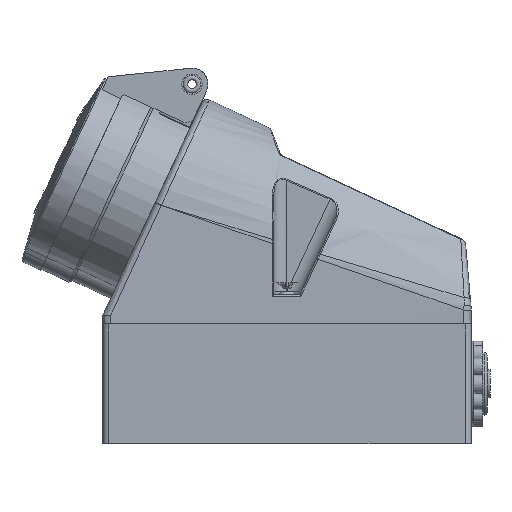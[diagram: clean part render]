
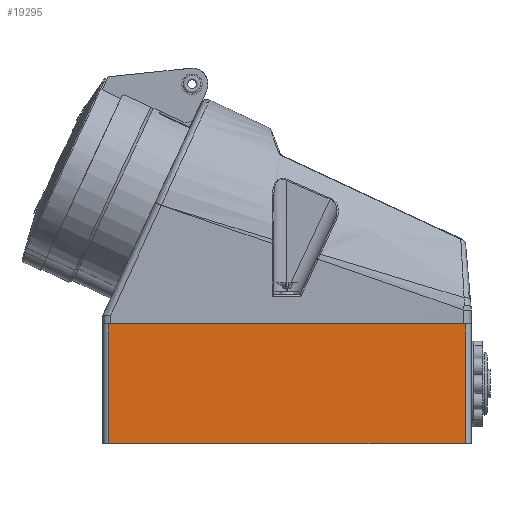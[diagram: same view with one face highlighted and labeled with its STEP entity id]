
A CAD part, left-side view. The second image highlights one B-rep face of the part: STEP entity #19295.
In plain terms, the highlighted planar face has unit normal (-1, 0, 0).
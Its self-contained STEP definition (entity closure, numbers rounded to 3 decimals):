
#2613=LINE('',#41328,#3837);
#2736=LINE('',#44273,#3960);
#2738=LINE('',#44289,#3962);
#2739=LINE('',#44291,#3963);
#2740=LINE('',#44292,#3964);
#2741=LINE('',#44293,#3965);
#3837=VECTOR('',#23458,10.);
#3960=VECTOR('',#23821,127.399);
#3962=VECTOR('',#23833,10.);
#3963=VECTOR('',#23834,10.);
#3964=VECTOR('',#23835,10.);
#3965=VECTOR('',#23836,10.);
#6189=FACE_OUTER_BOUND('',#7334,.T.);
#7334=EDGE_LOOP('',(#17289,#17290,#17291,#17292,#17293,#17294));
#9262=VERTEX_POINT('',#38916);
#9384=VERTEX_POINT('',#41327);
#9567=VERTEX_POINT('',#44268);
#9571=VERTEX_POINT('',#44287);
#9572=VERTEX_POINT('',#44288);
#9573=VERTEX_POINT('',#44290);
#11874=EDGE_CURVE('',#9262,#9384,#2613,.T.);
#12215=EDGE_CURVE('',#9262,#9567,#2736,.T.);
#12221=EDGE_CURVE('',#9571,#9572,#2738,.T.);
#12222=EDGE_CURVE('',#9573,#9571,#2739,.T.);
#12223=EDGE_CURVE('',#9384,#9573,#2740,.T.);
#12224=EDGE_CURVE('',#9572,#9567,#2741,.T.);
#17289=ORIENTED_EDGE('',*,*,#12221,.F.);
#17290=ORIENTED_EDGE('',*,*,#12222,.F.);
#17291=ORIENTED_EDGE('',*,*,#12223,.F.);
#17292=ORIENTED_EDGE('',*,*,#11874,.F.);
#17293=ORIENTED_EDGE('',*,*,#12215,.T.);
#17294=ORIENTED_EDGE('',*,*,#12224,.F.);
#18280=PLANE('',#20451);
#19295=ADVANCED_FACE('',(#6189),#18280,.T.);
#20451=AXIS2_PLACEMENT_3D('',#44286,#23831,#23832);
#23458=DIRECTION('',(0.,-1.,0.));
#23821=DIRECTION('',(0.,1.,0.));
#23831=DIRECTION('center_axis',(-1.,0.,0.));
#23832=DIRECTION('ref_axis',(0.,0.,
1.));
#23833=DIRECTION('',(0.,0.,1.));
#23834=DIRECTION('',(0.,1.,0.));
#23835=DIRECTION('',(0.,0.,-1.));
#23836=DIRECTION('',(0.,-1.,0.));
#38916=CARTESIAN_POINT('',(-41.5,-60.5,0.));
#41327=CARTESIAN_POINT('',(-41.5,-61.,0.));
#41328=CARTESIAN_POINT('',(-41.5,-30.25,0.));
#44268=CARTESIAN_POINT('',(-41.5,60.5,0.));
#44273=CARTESIAN_POINT('',(-41.5,-63.,0.));
#44286=CARTESIAN_POINT('Origin',(-41.5,60.5,0.));
#44287=CARTESIAN_POINT('',(-41.5,61.,-41.));
#44288=CARTESIAN_POINT('',(-41.5,61.,0.));
#44289=CARTESIAN_POINT('',(-41.5,61.,0.));
#44290=CARTESIAN_POINT('',(-41.5,-61.,-41.));
#44291=CARTESIAN_POINT('',(-41.5,-30.25,-41.));
#44292=CARTESIAN_POINT('',(-41.5,-61.,0.));
#44293=CARTESIAN_POINT('',(-41.5,-30.25,0.));
